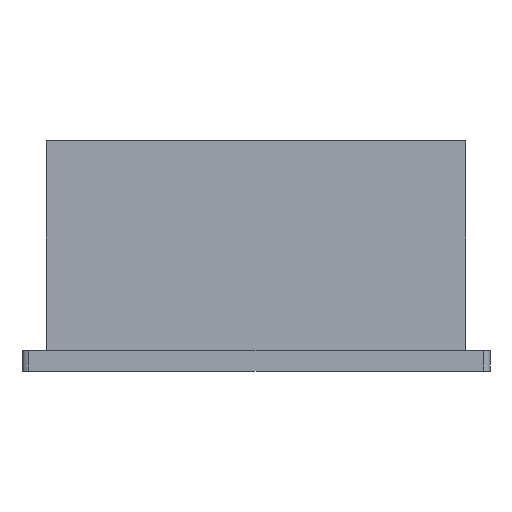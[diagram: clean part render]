
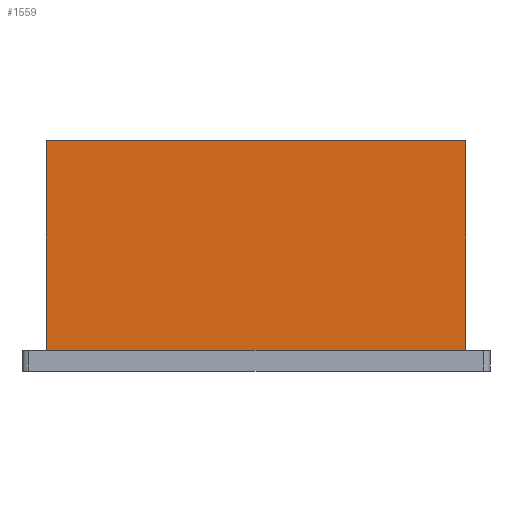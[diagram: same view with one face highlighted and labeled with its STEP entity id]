
A CAD part, front view. The second image highlights one B-rep face of the part: STEP entity #1559.
In plain terms, the highlighted planar face has unit normal (0, -1, 0).
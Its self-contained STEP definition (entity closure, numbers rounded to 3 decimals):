
#141=FACE_OUTER_BOUND('',#216,.T.);
#216=EDGE_LOOP('',(#1352,#1353,#1354,#1355));
#389=LINE('',#2365,#589);
#411=LINE('',#2409,#611);
#415=LINE('',#2417,#615);
#419=LINE('',#2424,#619);
#589=VECTOR('',#1910,10.);
#611=VECTOR('',#1966,10.);
#615=VECTOR('',#1974,10.);
#619=VECTOR('',#1982,10.);
#750=VERTEX_POINT('',#2362);
#751=VERTEX_POINT('',#2364);
#756=VERTEX_POINT('',#2408);
#758=VERTEX_POINT('',#2416);
#933=EDGE_CURVE('',#750,#751,#389,.T.);
#955=EDGE_CURVE('',#751,#756,#411,.T.);
#959=EDGE_CURVE('',#758,#756,#415,.T.);
#963=EDGE_CURVE('',#758,#750,#419,.T.);
#1352=ORIENTED_EDGE('',*,*,#963,.F.);
#1353=ORIENTED_EDGE('',*,*,#959,.T.);
#1354=ORIENTED_EDGE('',*,*,#955,.F.);
#1355=ORIENTED_EDGE('',*,*,#933,.F.);
#1492=PLANE('',#1648);
#1559=ADVANCED_FACE('',(#141),#1492,.T.);
#1648=AXIS2_PLACEMENT_3D('',#2423,#1980,#1981);
#1910=DIRECTION('',(0.,0.,1.));
#1966=DIRECTION('',(1.,0.,0.));
#1974=DIRECTION('',(0.,0.,1.));
#1980=DIRECTION('center_axis',(0.,-1.,0.));
#1981=DIRECTION('ref_axis',(1.,0.,0.));
#1982=DIRECTION('',(-1.,0.,0.));
#2362=CARTESIAN_POINT('',(-30.,-37.865,3.));
#2364=CARTESIAN_POINT('',(-30.,-37.865,33.));
#2365=CARTESIAN_POINT('',(-30.,-37.865,3.));
#2408=CARTESIAN_POINT('',(30.,-37.865,33.));
#2409=CARTESIAN_POINT('',(30.,-37.865,33.));
#2416=CARTESIAN_POINT('',(30.,-37.865,3.));
#2417=CARTESIAN_POINT('',(30.,-37.865,3.));
#2423=CARTESIAN_POINT('Origin',(-30.,-37.865,3.));
#2424=CARTESIAN_POINT('',(-15.,-37.865,3.));
